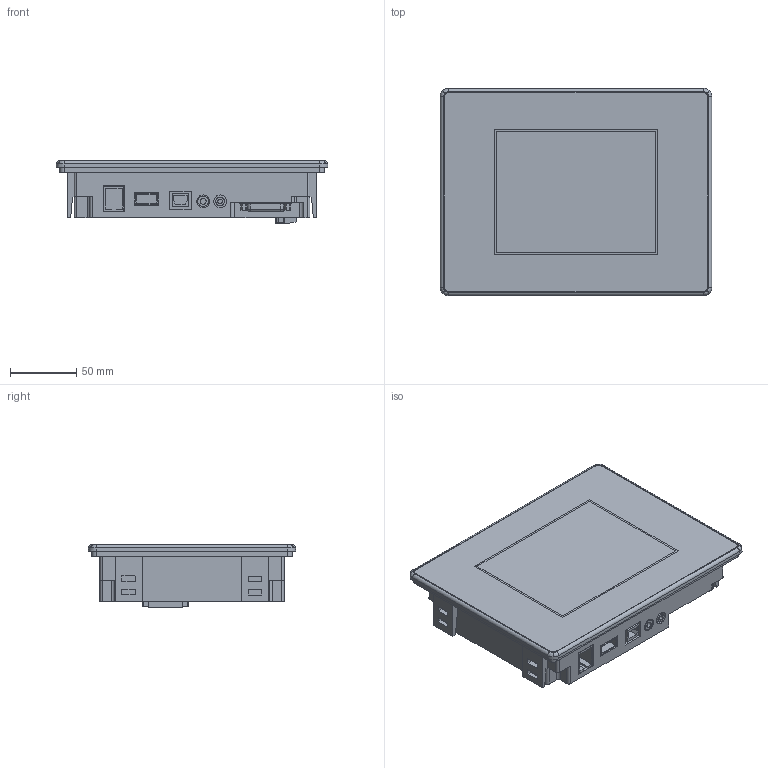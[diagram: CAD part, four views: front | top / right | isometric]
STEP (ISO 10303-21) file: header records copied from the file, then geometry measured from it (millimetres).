
FILE_DESCRIPTION (( 'STEP AP214' ), '1' );
FILE_NAME ('EA7-T6CL-R.STEP', '2011-04-11T13:06:04', ( '.adc' ), ( '' ), 'SwSTEP 2.0', 'SolidWorks 2009', '' );
FILE_SCHEMA (( 'AUTOMOTIVE_DESIGN' ));
Length unit declared in the file: millimetre
Products named in the file (1): EA7-T6CL-R
Bounding box: 204.4 x 156 x 47.15 mm (x, y, z)
Volume: 307532.5 mm3; surface area: 201006.8 mm2
Topology: 1 solids, 1 shells, 483 faces, 1301 edges, 849 vertices
Faces by surface type: plane 370, cylinder 95, bspline 12, torus 6
Entity records: 18090 total; most frequent: CARTESIAN_POINT 3074, ORIENTED_EDGE 2602, DIRECTION 2412, EDGE_CURVE 1301, VECTOR 1078, LINE 1078, VERTEX_POINT 849, AXIS2_PLACEMENT_3D 667
